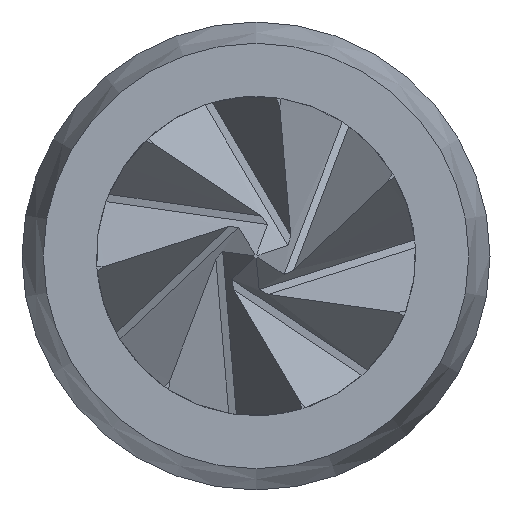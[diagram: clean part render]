
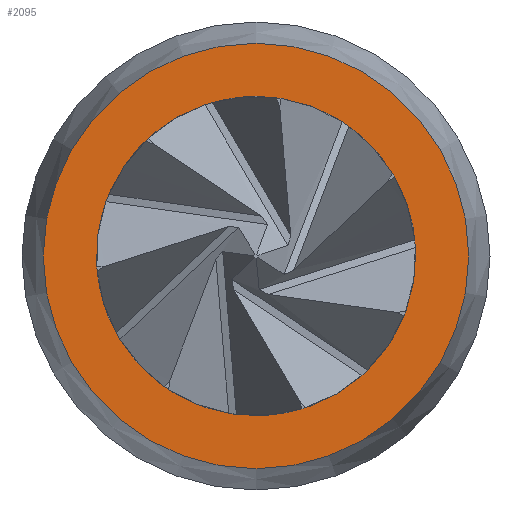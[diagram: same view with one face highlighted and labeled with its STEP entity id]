
A CAD part, left-side view. The second image highlights one B-rep face of the part: STEP entity #2095.
In plain terms, the highlighted planar face has unit normal (-1, 0, 0).
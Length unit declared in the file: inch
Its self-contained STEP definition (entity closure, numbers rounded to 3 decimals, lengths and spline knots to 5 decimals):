
#35 = CARTESIAN_POINT ( 'NONE',  ( 0., 0., 0. ) ) ;
#86 = EDGE_LOOP ( 'NONE', ( #557 ) ) ;
#448 = FACE_OUTER_BOUND ( 'NONE', #991, .T. ) ;
#538 = EDGE_CURVE ( 'NONE', #675, #675, #3736, .T. ) ;
#557 = ORIENTED_EDGE ( 'NONE', *, *, #538, .T. ) ;
#675 = VERTEX_POINT ( 'NONE', #1089 ) ;
#746 = VERTEX_POINT ( 'NONE', #3575 ) ;
#991 = EDGE_LOOP ( 'NONE', ( #4268 ) ) ;
#1089 = CARTESIAN_POINT ( 'NONE',  ( 0., 0., 0.0105 ) ) ;
#1097 = DIRECTION ( 'NONE',  ( 0., 0., 1. ) ) ;
#1149 = DIRECTION ( 'NONE',  ( 0., 0., 1. ) ) ;
#1404 = AXIS2_PLACEMENT_3D ( 'NONE', #2586, #3984, #2226 ) ;
#1901 = PLANE ( 'NONE',  #2399 ) ;
#2095 = ADVANCED_FACE ( 'NONE', ( #4068, #448 ), #1901, .T. ) ;
#2226 = DIRECTION ( 'NONE',  ( 0., 0., -1. ) ) ;
#2315 = CARTESIAN_POINT ( 'NONE',  ( 0., 0.014, 0. ) ) ;
#2399 = AXIS2_PLACEMENT_3D ( 'NONE', #2315, #3995, #1149 ) ;
#2449 = CIRCLE ( 'NONE', #1404, 0.014 ) ;
#2586 = CARTESIAN_POINT ( 'NONE',  ( 0., 0., 0. ) ) ;
#3426 = EDGE_CURVE ( 'NONE', #746, #746, #2449, .T. ) ;
#3575 = CARTESIAN_POINT ( 'NONE',  ( 0., 0., -0.014 ) ) ;
#3736 = CIRCLE ( 'NONE', #4385, 0.0105 ) ;
#3984 = DIRECTION ( 'NONE',  ( 1., 0., 0. ) ) ;
#3995 = DIRECTION ( 'NONE',  ( -1., 0., 0. ) ) ;
#4068 = FACE_BOUND ( 'NONE', #86, .T. ) ;
#4260 = DIRECTION ( 'NONE',  ( 1., 0., 0. ) ) ;
#4268 = ORIENTED_EDGE ( 'NONE', *, *, #3426, .F. ) ;
#4385 = AXIS2_PLACEMENT_3D ( 'NONE', #35, #4260, #1097 ) ;
